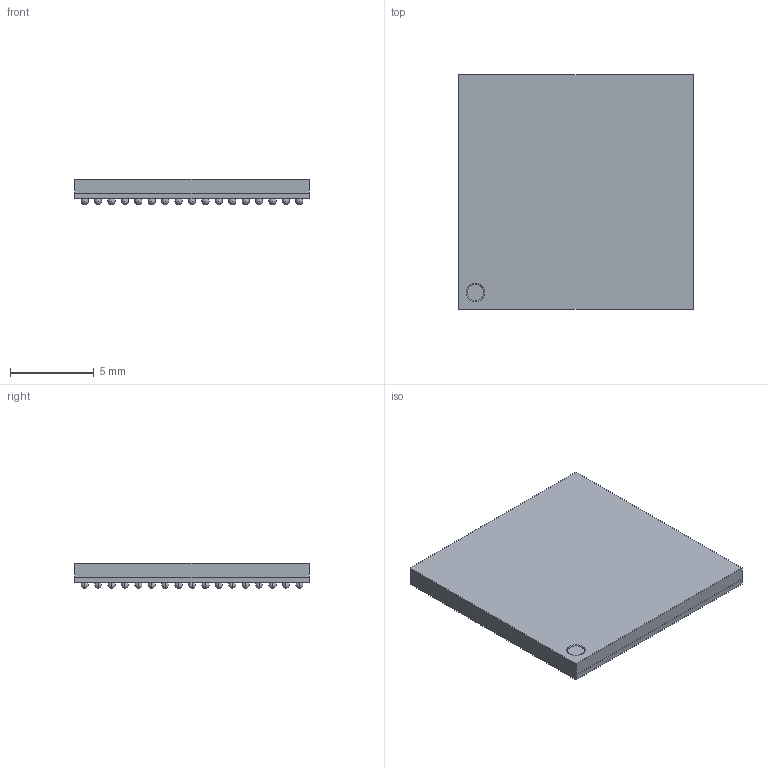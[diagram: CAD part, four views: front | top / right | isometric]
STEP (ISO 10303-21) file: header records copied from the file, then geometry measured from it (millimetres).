
FILE_DESCRIPTION (( 'STEP AP214' ), '1' );
FILE_NAME ( 'BGA289CP80_17X17_1400X1400X152B43.STEP', '2020-10-01T16:52:18', ( '' ), ( '' ), '', '©2017 PCB Libraries, Inc.', '' );
FILE_SCHEMA (( 'AUTOMOTIVE_DESIGN' ));
Length unit declared in the file: millimetre
Products named in the file (1): BGA289CP80_17X17_1400X1400X152B43
Bounding box: 14 x 14 x 1.52 mm (x, y, z)
Volume: 242.5 mm3; surface area: 1017.8 mm2
Topology: 291 solids, 291 shells, 593 faces, 2053 edges, 1465 vertices
Faces by surface type: sphere 578, plane 13, torus 2
Entity records: 16088 total; most frequent: DIRECTION 2380, CARTESIAN_POINT 1800, ORIENTED_EDGE 1216, AXIS2_PLACEMENT_3D 1178, STYLED_ITEM 885, PRESENTATION_LAYER_ASSIGNMENT 885, MECHANICAL_DESIGN_GEOMETRIC_PRESENTATION_REPRESENTATION 885, EDGE_CURVE 608
